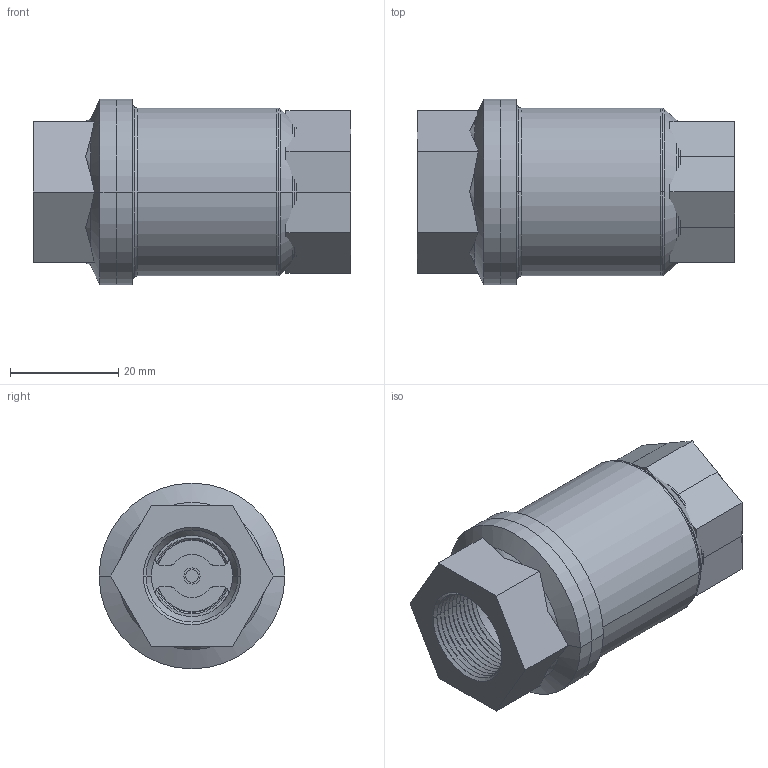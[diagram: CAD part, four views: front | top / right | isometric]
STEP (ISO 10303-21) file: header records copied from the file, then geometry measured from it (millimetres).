
FILE_DESCRIPTION((''),'2;1');
FILE_NAME('2023-DN15_ASM','2015-10-26T',('Administrator'),(''),'PRO/ENGINEER BY PARAMETRIC TECHNOLOGY CORPORATION, 2011080','PRO/ENGINEER BY PARAMETRIC TECHNOLOGY CORPORATION, 2011080','');
FILE_SCHEMA(('CONFIG_CONTROL_DESIGN'));
Length unit declared in the file: millimetre
Products named in the file (6): TMP_DWG-3DSOLID_368645; TMP_DWG-3DSOLID_368653; TMP_DWG-3DSOLID_368665; TMP_DWG-3DSOLID_368775; PRT0002; 2023-DN15_ASM
Assembly tree (5 placements, depth 2):
  2023-DN15_ASM
    TMP_DWG-3DSOLID_368645
    TMP_DWG-3DSOLID_368653
    TMP_DWG-3DSOLID_368665
    TMP_DWG-3DSOLID_368775
    PRT0002
Bounding box: 58.7 x 34.3 x 34.3 mm (x, y, z)
Volume: 27890.5 mm3; surface area: 17492.5 mm2
Topology: 6 solids, 6 shells, 284 faces, 644 edges, 382 vertices
Faces by surface type: cone 152, cylinder 57, plane 57, torus 18
Entity records: 8155 total; most frequent: DIRECTION 1548, CARTESIAN_POINT 1423, ORIENTED_EDGE 1288, EDGE_CURVE 644, AXIS2_PLACEMENT_3D 633, VERTEX_POINT 382, CIRCLE 338, EDGE_LOOP 306
